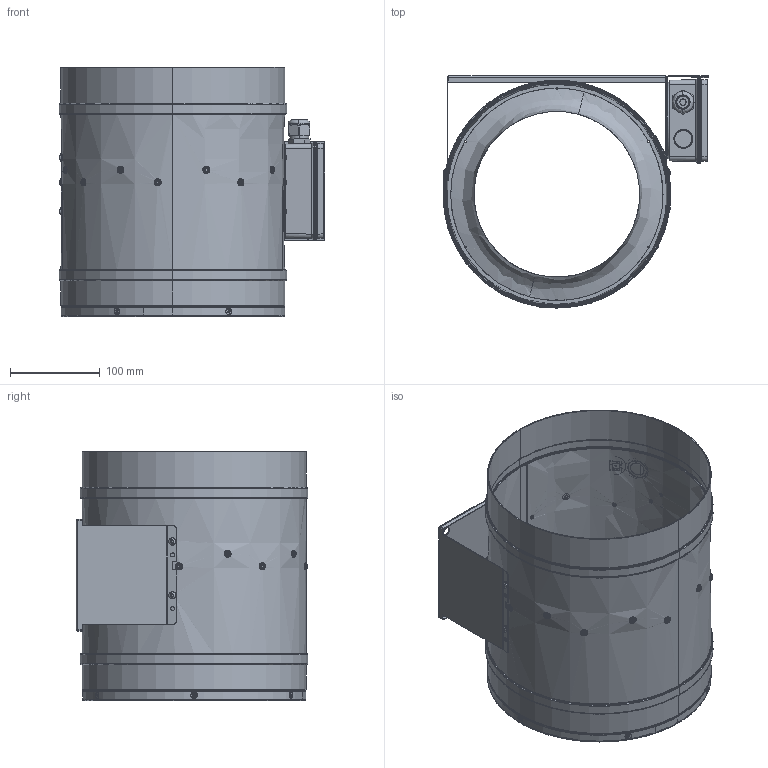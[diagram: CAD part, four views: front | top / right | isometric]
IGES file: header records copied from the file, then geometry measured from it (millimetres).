
Start section: SolidWorks IGES file using analytic representation for surfaces
Global section: file name: 112382_EL250E201.IGS; native system: SolidWorks 2017; preprocessor: SolidWorks 2017; author: h.sachsenheimer; date: 211119.122747; units: millimetre
Bounding box: 296.75 x 258.8 x 278 mm (x, y, z)
Surface area: 614816.9 mm2 (no closed solid volume)
Topology: 0 solids, 0 shells, 665 faces, 11917 edges, 11917 vertices
Faces by surface type: revolution 372, bspline 293
